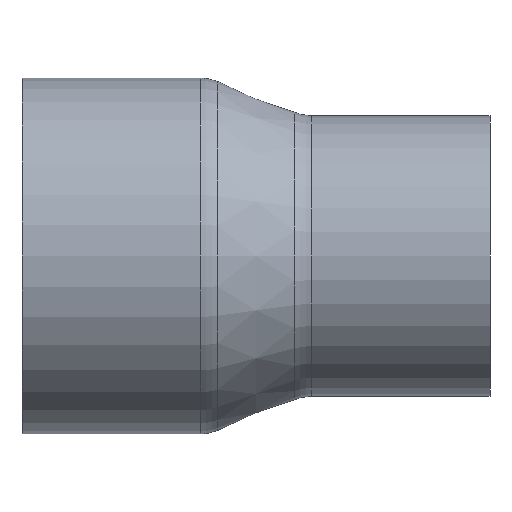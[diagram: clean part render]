
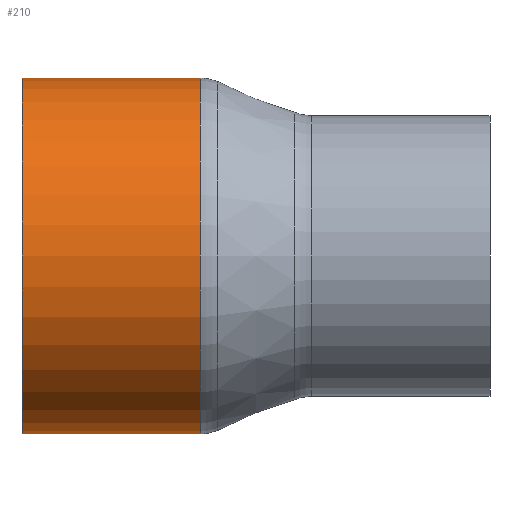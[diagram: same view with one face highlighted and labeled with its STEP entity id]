
A CAD part, front view. The second image highlights one B-rep face of the part: STEP entity #210.
In plain terms, the highlighted cylindrical face has radius 24.13 mm (diameter 48.26 mm), a full revolution.
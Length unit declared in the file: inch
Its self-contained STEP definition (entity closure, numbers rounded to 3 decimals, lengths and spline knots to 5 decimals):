
#22=CYLINDRICAL_SURFACE('',#267,0.95);
#28=LINE('',#410,#34);
#34=VECTOR('',#344,0.95);
#46=FACE_OUTER_BOUND('',#58,.T.);
#58=EDGE_LOOP('',(#188,#189,#190,#191,#192));
#84=CIRCLE('',#265,0.95);
#85=CIRCLE('',#266,0.95);
#86=CIRCLE('',#268,0.95);
#104=VERTEX_POINT('',#403);
#105=VERTEX_POINT('',#405);
#106=VERTEX_POINT('',#409);
#133=EDGE_CURVE('',#104,#105,#84,.T.);
#134=EDGE_CURVE('',#105,#104,#85,.T.);
#135=EDGE_CURVE('',#105,#106,#28,.T.);
#136=EDGE_CURVE('',#106,#106,#86,.T.);
#188=ORIENTED_EDGE('',*,*,#134,.F.);
#189=ORIENTED_EDGE('',*,*,#135,.T.);
#190=ORIENTED_EDGE('',*,*,#136,.T.);
#191=ORIENTED_EDGE('',*,*,#135,.F.);
#192=ORIENTED_EDGE('',*,*,#133,.F.);
#210=ADVANCED_FACE('',(#46),#22,.T.);
#265=AXIS2_PLACEMENT_3D('',#406,#338,#339);
#266=AXIS2_PLACEMENT_3D('',#407,#340,#341);
#267=AXIS2_PLACEMENT_3D('',#408,#342,#343);
#268=AXIS2_PLACEMENT_3D('',#411,#345,#346);
#338=DIRECTION('center_axis',(1.,0.,0.));
#339=DIRECTION('ref_axis',(0.,-1.,0.));
#340=DIRECTION('center_axis',(1.,0.,0.));
#341=DIRECTION('ref_axis',(0.,-1.,0.));
#342=DIRECTION('center_axis',(1.,0.,0.));
#343=DIRECTION('ref_axis',(0.,1.,0.));
#344=DIRECTION('',(-1.,0.,0.));
#345=DIRECTION('center_axis',(1.,0.,0.));
#346=DIRECTION('ref_axis',(0.,0.,-1.));
#403=CARTESIAN_POINT('',(0.95185,0.,0.95));
#405=CARTESIAN_POINT('',(0.95185,-0.95,0.));
#406=CARTESIAN_POINT('Origin',(0.95185,0.,0.));
#407=CARTESIAN_POINT('Origin',(0.95185,0.,0.));
#408=CARTESIAN_POINT('Origin',(0.5,0.,0.));
#409=CARTESIAN_POINT('',(0.,-0.95,0.));
#410=CARTESIAN_POINT('',(0.5,-0.95,0.));
#411=CARTESIAN_POINT('Origin',(0.,0.,
0.));
